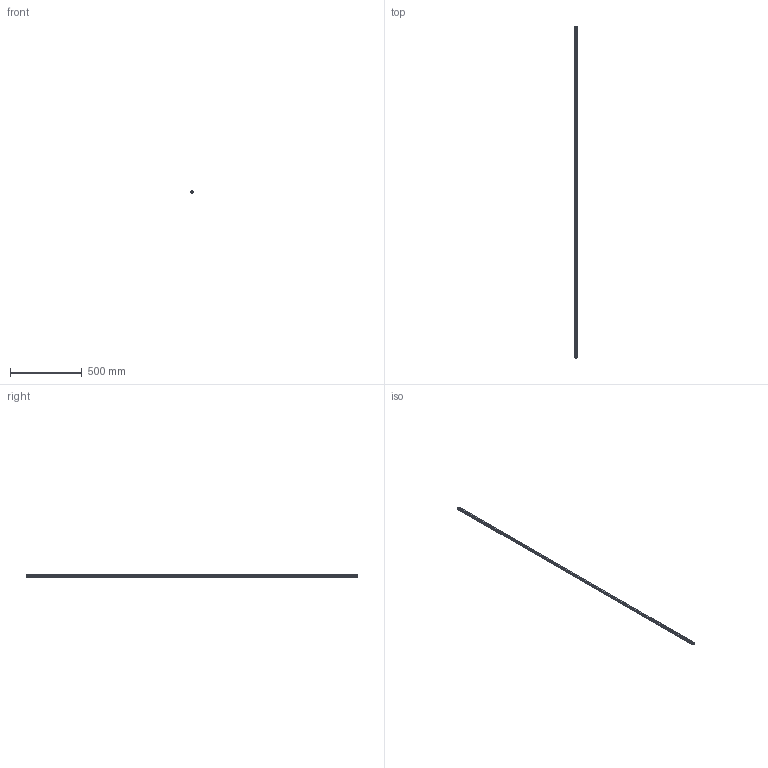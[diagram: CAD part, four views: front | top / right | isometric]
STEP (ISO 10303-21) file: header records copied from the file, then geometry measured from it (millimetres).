
FILE_DESCRIPTION(('STEP AP214'),'1');
FILE_NAME('cctmp_A10C7A2B-B955-4BDE-8D13-141D015B0812_2020_6_9_15_17_30_247..stp','2020-06-09T13:17:30',('HIWIN GmbH'),('CADClick - www.CADClick.com'),'Spatial InterOp 3D',' ','unknown authorization');
FILE_SCHEMA(('AUTOMOTIVE_DESIGN'));
Length unit declared in the file: millimetre
Products named in the file (1): HGR15R2310H_FILE
Bounding box: 15 x 2310 x 15 mm (x, y, z)
Volume: 424238.3 mm3; surface area: 154022.3 mm2
Topology: 1 solids, 1 shells, 466 faces, 1029 edges, 686 vertices
Faces by surface type: cylinder 260, plane 206
Entity records: 16825 total; most frequent: DIRECTION 2483, CARTESIAN_POINT 2182, ORIENTED_EDGE 2058, EDGE_CURVE 1029, AXIS2_PLACEMENT_3D 987, VERTEX_POINT 686, EDGE_LOOP 587, CIRCLE 520
